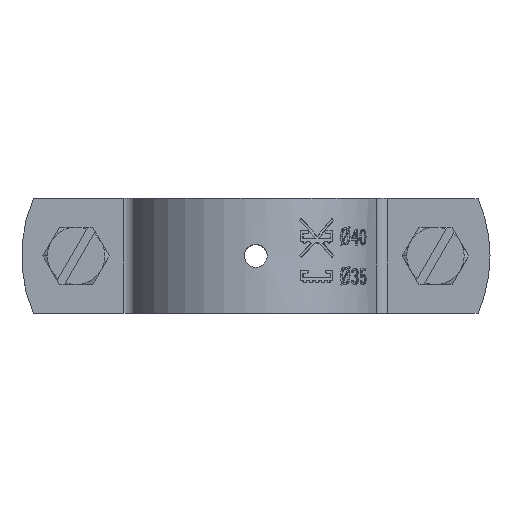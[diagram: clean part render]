
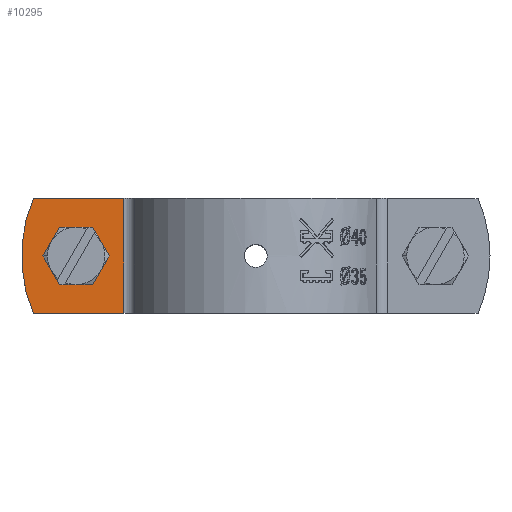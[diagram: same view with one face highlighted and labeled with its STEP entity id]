
A CAD part, top view. The second image highlights one B-rep face of the part: STEP entity #10295.
In plain terms, the highlighted planar face has unit normal (0, 0, 1).
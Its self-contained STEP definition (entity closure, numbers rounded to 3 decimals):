
#496 = LINE ( 'NONE', #6095, #21971 ) ;
#1320 = AXIS2_PLACEMENT_3D ( 'NONE', #9924, #7956, #16375 ) ;
#1676 = CARTESIAN_POINT ( 'NONE',  ( -22.956, 10., 5. ) ) ;
#1780 = AXIS2_PLACEMENT_3D ( 'NONE', #3482, #11530, #9010 ) ;
#1995 = ORIENTED_EDGE ( 'NONE', *, *, #18066, .F. ) ;
#2177 = EDGE_LOOP ( 'NONE', ( #7893, #7587, #8686, #1995, #11930 ) ) ;
#2367 = AXIS2_PLACEMENT_3D ( 'NONE', #7908, #11996, #3822 ) ;
#2894 = LINE ( 'NONE', #10947, #3903 ) ;
#3482 = CARTESIAN_POINT ( 'NONE',  ( -40.774, 10., 5. ) ) ;
#3735 = VERTEX_POINT ( 'NONE', #8558 ) ;
#3822 = DIRECTION ( 'NONE',  ( 1., 0., 0. ) ) ;
#3903 = VECTOR ( 'NONE', #18991, 1000. ) ;
#4279 = DIRECTION ( 'NONE',  ( 1., 0., 0. ) ) ;
#5457 = CARTESIAN_POINT ( 'NONE',  ( -34.102, 3.5, 5. ) ) ;
#5752 = AXIS2_PLACEMENT_3D ( 'NONE', #13378, #8899, #7047 ) ;
#5813 = CARTESIAN_POINT ( 'NONE',  ( -38.687, 10., 5. ) ) ;
#6095 = CARTESIAN_POINT ( 'NONE',  ( -28.445, -3.5, 5. ) ) ;
#6513 = CARTESIAN_POINT ( 'NONE',  ( -15.774, 0., 5. ) ) ;
#6888 = VECTOR ( 'NONE', #22749, 1000. ) ;
#7047 = DIRECTION ( 'NONE',  ( 1., 0., 0. ) ) ;
#7587 = ORIENTED_EDGE ( 'NONE', *, *, #23275, .F. ) ;
#7893 = ORIENTED_EDGE ( 'NONE', *, *, #18822, .F. ) ;
#7908 = CARTESIAN_POINT ( 'NONE',  ( -31.274, 0., 5. ) ) ;
#7956 = DIRECTION ( 'NONE',  ( 0., 0., 1. ) ) ;
#8558 = CARTESIAN_POINT ( 'NONE',  ( -34.102, -3.5, 5. ) ) ;
#8686 = ORIENTED_EDGE ( 'NONE', *, *, #15115, .F. ) ;
#8899 = DIRECTION ( 'NONE',  ( 0., 0., 1. ) ) ;
#9010 = DIRECTION ( 'NONE',  ( -1., 0., 0. ) ) ;
#9245 = VERTEX_POINT ( 'NONE', #12408 ) ;
#9924 = CARTESIAN_POINT ( 'NONE',  ( -31.274, 0., 5. ) ) ;
#10295 = ADVANCED_FACE ( 'NONE', ( #10998, #13501 ), #21586, .F. ) ;
#10854 = CARTESIAN_POINT ( 'NONE',  ( -40.774, -10., 5. ) ) ;
#10947 = CARTESIAN_POINT ( 'NONE',  ( -34.102, 3.5, 5. ) ) ;
#10998 = FACE_BOUND ( 'NONE', #2177, .T. ) ;
#11018 = ORIENTED_EDGE ( 'NONE', *, *, #19379, .T. ) ;
#11289 = CARTESIAN_POINT ( 'NONE',  ( -26.774, 0., 5. ) ) ;
#11306 = EDGE_CURVE ( 'NONE', #9245, #25124, #24558, .T. ) ;
#11530 = DIRECTION ( 'NONE',  ( 0., 0., -1. ) ) ;
#11925 = EDGE_CURVE ( 'NONE', #24061, #18915, #21360, .T. ) ;
#11930 = ORIENTED_EDGE ( 'NONE', *, *, #23412, .F. ) ;
#11996 = DIRECTION ( 'NONE',  ( 0., 0., 1. ) ) ;
#12408 = CARTESIAN_POINT ( 'NONE',  ( -38.687, -10., 5. ) ) ;
#12695 = VERTEX_POINT ( 'NONE', #5457 ) ;
#12779 = CARTESIAN_POINT ( 'NONE',  ( -28.445, -3.5, 5. ) ) ;
#12817 = LINE ( 'NONE', #25239, #19223 ) ;
#12898 = CIRCLE ( 'NONE', #5752, 4.5 ) ;
#13152 = AXIS2_PLACEMENT_3D ( 'NONE', #6513, #22381, #4279 ) ;
#13378 = CARTESIAN_POINT ( 'NONE',  ( -31.274, 0., 5. ) ) ;
#13501 = FACE_OUTER_BOUND ( 'NONE', #15876, .T. ) ;
#13752 = CIRCLE ( 'NONE', #2367, 4.5 ) ;
#14647 = VERTEX_POINT ( 'NONE', #12779 ) ;
#15115 = EDGE_CURVE ( 'NONE', #14647, #24579, #24107, .T. ) ;
#15312 = ORIENTED_EDGE ( 'NONE', *, *, #11925, .F. ) ;
#15876 = EDGE_LOOP ( 'NONE', ( #24437, #23312, #11018, #15312 ) ) ;
#16375 = DIRECTION ( 'NONE',  ( 1., 0., 0. ) ) ;
#16416 = CARTESIAN_POINT ( 'NONE',  ( -22.956, -10., 5. ) ) ;
#16913 = CARTESIAN_POINT ( 'NONE',  ( -28.445, 3.5, 5. ) ) ;
#18066 = EDGE_CURVE ( 'NONE', #3735, #14647, #496, .T. ) ;
#18762 = LINE ( 'NONE', #10854, #6888 ) ;
#18822 = EDGE_CURVE ( 'NONE', #19473, #12695, #2894, .T. ) ;
#18915 = VERTEX_POINT ( 'NONE', #16416 ) ;
#18991 = DIRECTION ( 'NONE',  ( -1., 0., 0. ) ) ;
#19036 = VECTOR ( 'NONE', #24923, 1000. ) ;
#19223 = VECTOR ( 'NONE', #23398, 1000. ) ;
#19379 = EDGE_CURVE ( 'NONE', #9245, #18915, #18762, .T. ) ;
#19473 = VERTEX_POINT ( 'NONE', #16913 ) ;
#21110 = DIRECTION ( 'NONE',  ( 1., 0., 0. ) ) ;
#21360 = LINE ( 'NONE', #23462, #19036 ) ;
#21586 = PLANE ( 'NONE',  #1780 ) ;
#21971 = VECTOR ( 'NONE', #21110, 1000. ) ;
#22381 = DIRECTION ( 'NONE',  ( 0., 0., -1. ) ) ;
#22749 = DIRECTION ( 'NONE',  ( 1., 0., 0. ) ) ;
#22918 = EDGE_CURVE ( 'NONE', #25124, #24061, #12817, .T. ) ;
#23275 = EDGE_CURVE ( 'NONE', #24579, #19473, #12898, .T. ) ;
#23312 = ORIENTED_EDGE ( 'NONE', *, *, #11306, .F. ) ;
#23398 = DIRECTION ( 'NONE',  ( 1., 0., 0. ) ) ;
#23412 = EDGE_CURVE ( 'NONE', #12695, #3735, #13752, .T. ) ;
#23462 = CARTESIAN_POINT ( 'NONE',  ( -22.956, 10., 5. ) ) ;
#24061 = VERTEX_POINT ( 'NONE', #1676 ) ;
#24107 = CIRCLE ( 'NONE', #1320, 4.5 ) ;
#24437 = ORIENTED_EDGE ( 'NONE', *, *, #22918, .F. ) ;
#24558 = CIRCLE ( 'NONE', #13152, 25. ) ;
#24579 = VERTEX_POINT ( 'NONE', #11289 ) ;
#24923 = DIRECTION ( 'NONE',  ( 0., -1., 0. ) ) ;
#25124 = VERTEX_POINT ( 'NONE', #5813 ) ;
#25239 = CARTESIAN_POINT ( 'NONE',  ( -40.774, 10., 5. ) ) ;
